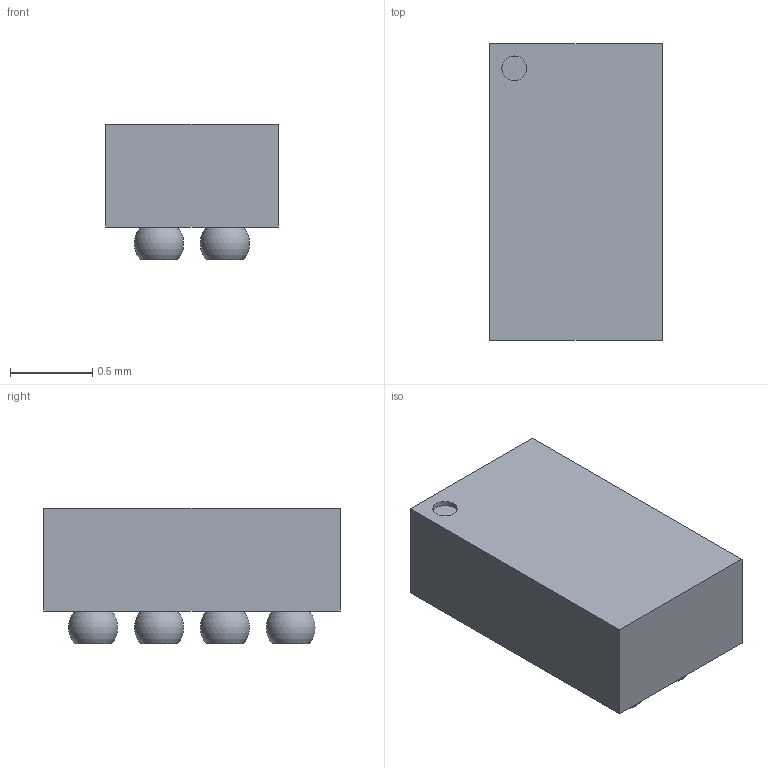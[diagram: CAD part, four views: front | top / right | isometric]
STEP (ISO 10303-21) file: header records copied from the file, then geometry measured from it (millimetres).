
FILE_DESCRIPTION(/* description */ (''),/* implementation_level */ '2;1');
FILE_NAME(/* name */ 'WCSP(8) DSBGA 8 Ball array.step',/* time_stamp */ '2018-10-27T21:39:55+01:00',/* author */ ('eric.n.tech'),/* organization */ (''),/* preprocessor_version */ 'ST-DEVELOPER v17.2',/* originating_system */ 'Autodesk Translation Framework v7.6.0.251',/* authorisation */ '');
FILE_SCHEMA (('AUTOMOTIVE_DESIGN { 1 0 10303 214 3 1 1 }'));
Length unit declared in the file: millimetre
Products named in the file (1): WCSP(8) DSBGA 8 Ball array
Bounding box: 1.05 x 1.8 x 0.82 mm (x, y, z)
Volume: 1.3 mm3; surface area: 8.9 mm2
Topology: 1 solids, 1 shells, 24 faces, 55 edges, 42 vertices
Faces by surface type: plane 15, sphere 8, cylinder 1
Full cylindrical faces by diameter (mm): 0.15 x1
Entity records: 800 total; most frequent: DIRECTION 147, CARTESIAN_POINT 122, ORIENTED_EDGE 110, AXIS2_PLACEMENT_3D 67, EDGE_CURVE 55, CIRCLE 42, VERTEX_POINT 42, EDGE_LOOP 33
